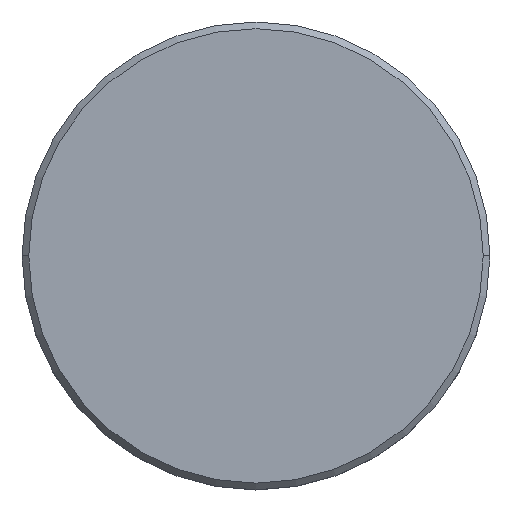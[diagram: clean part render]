
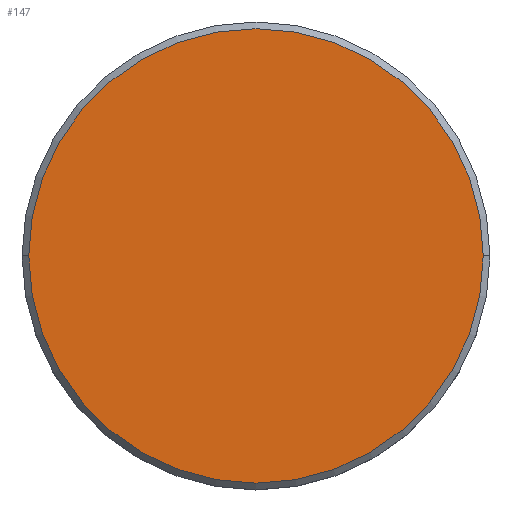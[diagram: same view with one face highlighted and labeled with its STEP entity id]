
A CAD part, top view. The second image highlights one B-rep face of the part: STEP entity #147.
In plain terms, the highlighted planar face has unit normal (0, 0, 1).
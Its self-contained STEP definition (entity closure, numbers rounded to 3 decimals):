
#6 = FACE_OUTER_BOUND ( 'NONE', #298, .T. ) ;
#7 = DIRECTION ( 'NONE',  ( 0., 0., 1. ) ) ;
#28 = EDGE_CURVE ( 'NONE', #524, #381, #274, .T. ) ;
#56 = ORIENTED_EDGE ( 'NONE', *, *, #234, .T. ) ;
#102 = CARTESIAN_POINT ( 'NONE',  ( 0., 0., 0. ) ) ;
#117 = CARTESIAN_POINT ( 'NONE',  ( 0., 0., 0. ) ) ;
#137 = ORIENTED_EDGE ( 'NONE', *, *, #28, .T. ) ;
#147 = ADVANCED_FACE ( 'NONE', ( #6 ), #209, .T. ) ;
#161 = AXIS2_PLACEMENT_3D ( 'NONE', #102, #7, #285 ) ;
#194 = DIRECTION ( 'NONE',  ( 1., 0., 0. ) ) ;
#209 = PLANE ( 'NONE',  #222 ) ;
#216 = DIRECTION ( 'NONE',  ( 1., 0., 0. ) ) ;
#222 = AXIS2_PLACEMENT_3D ( 'NONE', #117, #407, #216 ) ;
#231 = CARTESIAN_POINT ( 'NONE',  ( 0., 0., 0. ) ) ;
#234 = EDGE_CURVE ( 'NONE', #381, #524, #459, .T. ) ;
#272 = CARTESIAN_POINT ( 'NONE',  ( 17., 0., 0. ) ) ;
#274 = CIRCLE ( 'NONE', #161, 17. ) ;
#285 = DIRECTION ( 'NONE',  ( 1., 0., 0. ) ) ;
#286 = CARTESIAN_POINT ( 'NONE',  ( -17., 0., 0. ) ) ;
#298 = EDGE_LOOP ( 'NONE', ( #56, #137 ) ) ;
#381 = VERTEX_POINT ( 'NONE', #286 ) ;
#407 = DIRECTION ( 'NONE',  ( 0., 0., 1. ) ) ;
#423 = DIRECTION ( 'NONE',  ( 0., 0., 1. ) ) ;
#459 = CIRCLE ( 'NONE', #557, 17. ) ;
#524 = VERTEX_POINT ( 'NONE', #272 ) ;
#557 = AXIS2_PLACEMENT_3D ( 'NONE', #231, #423, #194 ) ;
